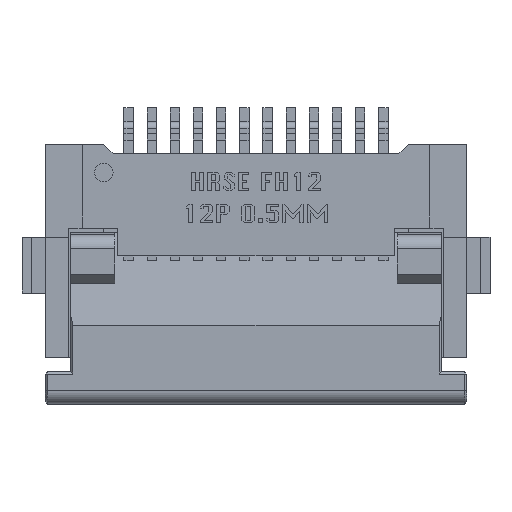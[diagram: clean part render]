
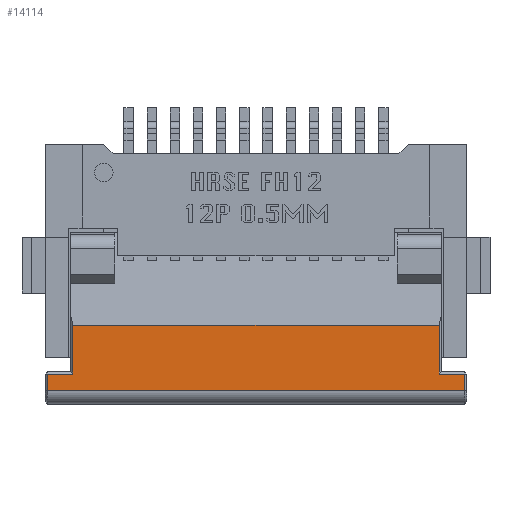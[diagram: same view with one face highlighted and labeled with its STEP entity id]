
A CAD part, top view. The second image highlights one B-rep face of the part: STEP entity #14114.
In plain terms, the highlighted planar face has unit normal (0, 0, 1).
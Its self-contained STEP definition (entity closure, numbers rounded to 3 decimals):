
#395=FACE_OUTER_BOUND('',#1129,.T.);
#1129=EDGE_LOOP('',(#10298,#10299,#10300,#10301,#10302,#10303,#10304,#10305));
#2278=LINE('',#20225,#4232);
#2306=LINE('',#20284,#4260);
#2317=LINE('',#20309,#4271);
#2331=LINE('',#20336,#4285);
#2340=LINE('',#20351,#4294);
#2346=LINE('',#20366,#4300);
#2358=LINE('',#20391,#4312);
#2359=LINE('',#20393,#4313);
#4232=VECTOR('',#16534,0.55);
#4260=VECTOR('',#16580,0.55);
#4271=VECTOR('',#16605,0.35);
#4285=VECTOR('',#16629,1.05);
#4294=VECTOR('',#16644,0.35);
#4300=VECTOR('',#16660,1.05);
#4312=VECTOR('',#16682,9.);
#4313=VECTOR('',#16685,7.9);
#5969=VERTEX_POINT('',#20220);
#5970=VERTEX_POINT('',#20224);
#5988=VERTEX_POINT('',#20274);
#5992=VERTEX_POINT('',#20283);
#5998=VERTEX_POINT('',#20303);
#6007=VERTEX_POINT('',#20335);
#6009=VERTEX_POINT('',#20347);
#6014=VERTEX_POINT('',#20364);
#7516=EDGE_CURVE('',#5970,#5969,#2278,.T.);
#7544=EDGE_CURVE('',#5988,#5992,#2306,.T.);
#7557=EDGE_CURVE('',#5998,#5988,#2317,.T.);
#7571=EDGE_CURVE('',#5992,#6007,#2331,.T.);
#7580=EDGE_CURVE('',#5969,#6009,#2340,.T.);
#7588=EDGE_CURVE('',#6014,#5970,#2346,.T.);
#7601=EDGE_CURVE('',#5998,#6009,#2358,.T.);
#7602=EDGE_CURVE('',#6007,#6014,#2359,.T.);
#10298=ORIENTED_EDGE('',*,*,#7571,.F.);
#10299=ORIENTED_EDGE('',*,*,#7544,.F.);
#10300=ORIENTED_EDGE('',*,*,#7557,.F.);
#10301=ORIENTED_EDGE('',*,*,#7601,.T.);
#10302=ORIENTED_EDGE('',*,*,#7580,.F.);
#10303=ORIENTED_EDGE('',*,*,#7516,.F.);
#10304=ORIENTED_EDGE('',*,*,#7588,.F.);
#10305=ORIENTED_EDGE('',*,*,#7602,.F.);
#13064=PLANE('',#14844);
#14114=ADVANCED_FACE('',(#395),#13064,.T.);
#14844=AXIS2_PLACEMENT_3D('',#20392,#16683,#16684);
#16534=DIRECTION('',(1.,0.,0.));
#16580=DIRECTION('',(1.,0.,0.));
#16605=DIRECTION('',(0.,1.,0.));
#16629=DIRECTION('',(0.,1.,0.));
#16644=DIRECTION('',(0.,-1.,0.));
#16660=DIRECTION('',(0.,-1.,0.));
#16682=DIRECTION('',(1.,0.,0.));
#16683=DIRECTION('center_axis',(0.,0.,1.));
#16684=DIRECTION('ref_axis',(0.,-1.,0.));
#16685=DIRECTION('',(1.,0.,0.));
#20220=CARTESIAN_POINT('',(4.5,-3.65,2.));
#20224=CARTESIAN_POINT('',(3.95,-3.65,2.));
#20225=CARTESIAN_POINT('',(0.,-3.65,2.));
#20274=CARTESIAN_POINT('',(-4.5,-3.65,2.));
#20283=CARTESIAN_POINT('',(-3.95,-3.65,2.));
#20284=CARTESIAN_POINT('',(0.,-3.65,2.));
#20303=CARTESIAN_POINT('',(-4.5,-4.,2.));
#20309=CARTESIAN_POINT('',(-4.5,-3.767,2.));
#20335=CARTESIAN_POINT('',(-3.95,-2.6,2.));
#20336=CARTESIAN_POINT('',(-3.95,-2.896,2.));
#20347=CARTESIAN_POINT('',(4.5,-4.,2.));
#20351=CARTESIAN_POINT('',(4.5,-3.767,2.));
#20364=CARTESIAN_POINT('',(3.95,-2.6,2.));
#20366=CARTESIAN_POINT('',(3.95,-2.896,2.));
#20391=CARTESIAN_POINT('',(0.,-4.,2.));
#20392=CARTESIAN_POINT('Origin',(0.,-3.6,2.));
#20393=CARTESIAN_POINT('',(0.,-2.6,2.));
